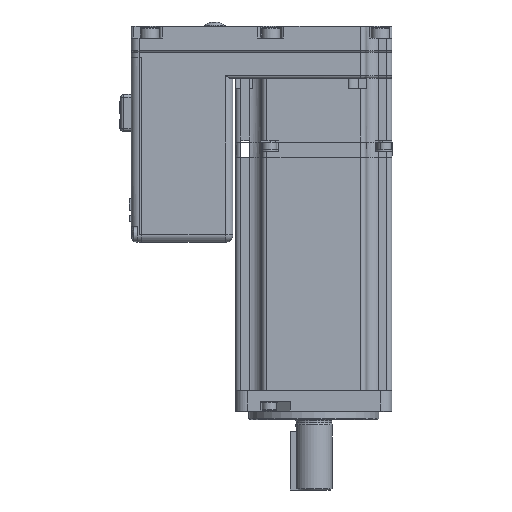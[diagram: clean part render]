
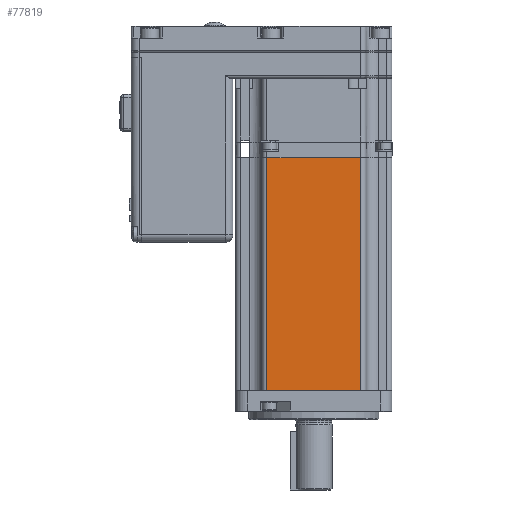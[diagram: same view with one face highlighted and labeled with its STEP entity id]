
A CAD part, front view. The second image highlights one B-rep face of the part: STEP entity #77819.
In plain terms, the highlighted planar face has unit normal (0, -1, 0).
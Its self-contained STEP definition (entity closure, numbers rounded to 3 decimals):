
#6526 = VERTEX_POINT ( 'NONE', #47609 ) ;
#7014 = DIRECTION ( 'NONE',  ( 0., 1., 0. ) ) ;
#14394 = PLANE ( 'NONE',  #82233 ) ;
#18021 = EDGE_CURVE ( 'NONE', #6526, #125887, #97685, .T. ) ;
#18353 = EDGE_LOOP ( 'NONE', ( #62865, #30831, #50692, #96131 ) ) ;
#30771 = DIRECTION ( 'NONE',  ( -1., 0., 0. ) ) ;
#30831 = ORIENTED_EDGE ( 'NONE', *, *, #49607, .T. ) ;
#34412 = LINE ( 'NONE', #104371, #99729 ) ;
#35518 = VECTOR ( 'NONE', #96263, 1000. ) ;
#39034 = EDGE_CURVE ( 'NONE', #66216, #120423, #34412, .T. ) ;
#40524 = DIRECTION ( 'NONE',  ( 0., 0., -1. ) ) ;
#47609 = CARTESIAN_POINT ( 'NONE',  ( 21.433, -30.734, 63. ) ) ;
#49607 = EDGE_CURVE ( 'NONE', #66216, #125887, #93508, .T. ) ;
#50692 = ORIENTED_EDGE ( 'NONE', *, *, #18021, .F. ) ;
#53195 = CARTESIAN_POINT ( 'NONE',  ( 57.433, -30.734, 64.25 ) ) ;
#54646 = CARTESIAN_POINT ( 'NONE',  ( 9.433, -30.734, 63. ) ) ;
#58178 = DIRECTION ( 'NONE',  ( -1., 0., 0. ) ) ;
#62865 = ORIENTED_EDGE ( 'NONE', *, *, #39034, .F. ) ;
#65461 = EDGE_CURVE ( 'NONE', #6526, #120423, #70115, .T. ) ;
#66216 = VERTEX_POINT ( 'NONE', #122007 ) ;
#70115 = LINE ( 'NONE', #72527, #81579 ) ;
#72527 = CARTESIAN_POINT ( 'NONE',  ( 21.433, -30.734, 64.25 ) ) ;
#77819 = ADVANCED_FACE ( 'NONE', ( #82687 ), #14394, .F. ) ;
#77874 = CARTESIAN_POINT ( 'NONE',  ( 57.433, -30.734, 63. ) ) ;
#81579 = VECTOR ( 'NONE', #40524, 1000. ) ;
#82233 = AXIS2_PLACEMENT_3D ( 'NONE', #98031, #7014, #58178 ) ;
#82687 = FACE_OUTER_BOUND ( 'NONE', #18353, .T. ) ;
#93508 = LINE ( 'NONE', #53195, #127898 ) ;
#96131 = ORIENTED_EDGE ( 'NONE', *, *, #65461, .T. ) ;
#96263 = DIRECTION ( 'NONE',  ( 1., 0., 0. ) ) ;
#97685 = LINE ( 'NONE', #54646, #35518 ) ;
#98031 = CARTESIAN_POINT ( 'NONE',  ( 19.433, -30.734, 64.25 ) ) ;
#99729 = VECTOR ( 'NONE', #30771, 1000. ) ;
#104371 = CARTESIAN_POINT ( 'NONE',  ( 69.433, -30.734, -26.5 ) ) ;
#120423 = VERTEX_POINT ( 'NONE', #128475 ) ;
#122007 = CARTESIAN_POINT ( 'NONE',  ( 57.433, -30.734, -26.5 ) ) ;
#125887 = VERTEX_POINT ( 'NONE', #77874 ) ;
#126823 = DIRECTION ( 'NONE',  ( 0., 0., 1. ) ) ;
#127898 = VECTOR ( 'NONE', #126823, 1000. ) ;
#128475 = CARTESIAN_POINT ( 'NONE',  ( 21.433, -30.734, -26.5 ) ) ;
